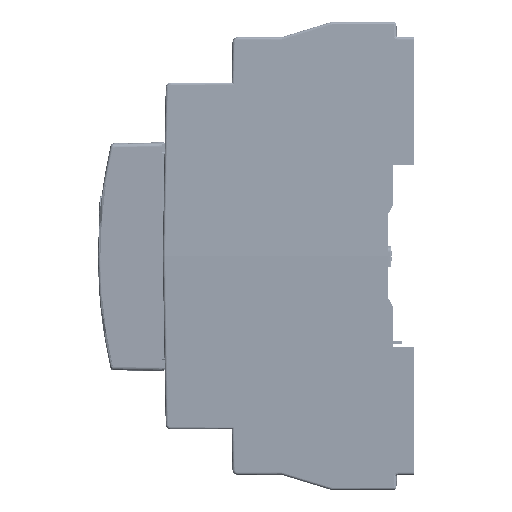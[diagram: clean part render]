
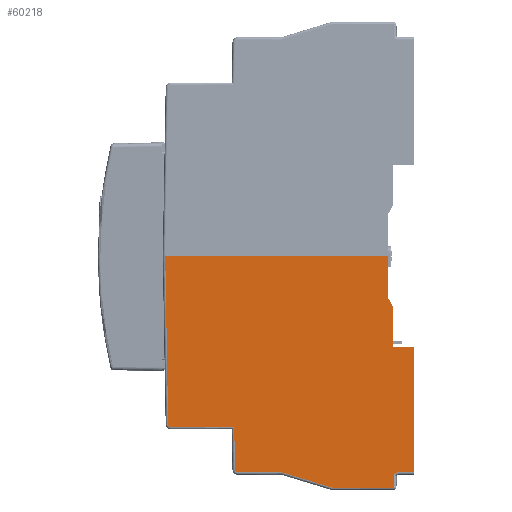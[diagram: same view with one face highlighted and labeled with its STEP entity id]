
A CAD part, left-side view. The second image highlights one B-rep face of the part: STEP entity #60218.
In plain terms, the highlighted planar face has unit normal (-1, 0, -0.018).
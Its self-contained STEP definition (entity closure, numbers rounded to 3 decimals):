
#11047=DIRECTION('',(-0.017,0.,1.));
#11048=VECTOR('',#11047,8.375);
#11049=CARTESIAN_POINT('',(-72.326,-19.6,-6.773));
#11050=LINE('',#11049,#11048);
#11155=DIRECTION('',(0.,-1.,0.));
#11156=VECTOR('',#11155,44.251);
#11157=CARTESIAN_POINT('',(-72.472,24.651,
1.6));
#11158=LINE('',#11157,#11156);
#11159=DIRECTION('',(0.015,-0.496,-0.868));
#11160=VECTOR('',#11159,1.963);
#11161=CARTESIAN_POINT('',(-72.325,-19.613,
-6.823));
#11162=LINE('',#11161,#11160);
#11163=CARTESIAN_POINT('',(-72.295,-20.587,
-8.527));
#11164=CARTESIAN_POINT('',(-72.295,-20.596,
-8.542));
#11165=CARTESIAN_POINT('',(-72.295,-20.6,-8.559));
#11166=CARTESIAN_POINT('',(-72.294,-20.6,-8.577));
#11168=DIRECTION('',(0.,-1.,-0.009));
#11169=VECTOR('',#11168,4.1);
#11170=CARTESIAN_POINT('',(-72.158,-20.6,-16.364));
#11171=LINE('',#11170,#11169);
#11172=DIRECTION('',(-0.005,0.956,0.292));
#11173=VECTOR('',#11172,10.261);
#11174=CARTESIAN_POINT('',(-71.671,-8.337,
-44.309));
#11175=LINE('',#11174,#11173);
#11176=CARTESIAN_POINT('',(-71.732,10.317,
-40.809));
#11177=DIRECTION('',(1.,0.,0.017));
#11178=DIRECTION('',(0.017,0.,-1.));
#11179=AXIS2_PLACEMENT_3D('',#11176,#11177,#11178);
#11181=DIRECTION('',(-0.017,0.017,1.));
#11182=VECTOR('',#11181,8.511);
#11183=CARTESIAN_POINT('',(-71.732,10.817,
-40.817));
#11184=LINE('',#11183,#11182);
#11185=CARTESIAN_POINT('',(-71.889,23.567,
-31.809));
#11186=DIRECTION('',(1.,0.,0.017));
#11187=DIRECTION('',(0.017,0.,-1.));
#11188=AXIS2_PLACEMENT_3D('',#11185,#11186,#11187);
#11190=DIRECTION('',(-0.017,0.017,1.));
#11191=VECTOR('',#11190,33.428);
#11192=CARTESIAN_POINT('',(-71.889,24.067,
-31.817));
#11193=LINE('',#11192,#11191);
#11250=DIRECTION('',(0.,-1.,0.));
#11251=VECTOR('',#11250,12.602);
#11252=CARTESIAN_POINT('',(-71.88,23.567,
-32.309));
#11253=LINE('',#11252,#11251);
#11285=DIRECTION('',(0.,-1.,0.));
#11286=VECTOR('',#11285,8.842);
#11287=CARTESIAN_POINT('',(-71.723,10.317,
-41.309));
#11288=LINE('',#11287,#11286);
#11341=DIRECTION('',(0.,-1.,0.));
#11342=VECTOR('',#11341,12.367);
#11343=CARTESIAN_POINT('',(-71.671,-8.337,
-44.309));
#11344=LINE('',#11343,#11342);
#11582=CARTESIAN_POINT('',(-71.71,-20.724,
-42.052));
#11583=CARTESIAN_POINT('',(-71.712,-20.726,
-41.95));
#11584=CARTESIAN_POINT('',(-71.715,-20.765,
-41.761));
#11585=CARTESIAN_POINT('',(-71.72,-20.932,
-41.512));
#11586=CARTESIAN_POINT('',(-71.722,-21.183,
-41.347));
#11587=CARTESIAN_POINT('',(-71.723,-21.372,
-41.31));
#11588=CARTESIAN_POINT('',(-71.723,-21.474,
-41.309));
#11595=DIRECTION('',(-0.017,-0.009,1.));
#11596=VECTOR('',#11595,2.257);
#11597=CARTESIAN_POINT('',(-71.671,-20.704,
-44.309));
#11598=LINE('',#11597,#11596);
#11655=DIRECTION('',(0.,-1.,0.));
#11656=VECTOR('',#11655,3.226);
#11657=CARTESIAN_POINT('',(-71.723,-21.474,
-41.309));
#11658=LINE('',#11657,#11656);
#11668=DIRECTION('',(-0.017,0.,1.));
#11669=VECTOR('',#11668,24.913);
#11670=CARTESIAN_POINT('',(-71.723,-24.7,-41.309));
#11671=LINE('',#11670,#11669);
#11773=DIRECTION('',(-0.017,0.,1.));
#11774=VECTOR('',#11773,7.789);
#11775=CARTESIAN_POINT('',(-72.158,-20.6,-16.364));
#11776=LINE('',#11775,#11774);
#11829=CARTESIAN_POINT('',(-72.325,-19.613,
-6.823));
#11830=CARTESIAN_POINT('',(-72.325,-19.604,
-6.808));
#11831=CARTESIAN_POINT('',(-72.326,-19.6,-6.791));
#11832=CARTESIAN_POINT('',(-72.326,-19.6,-6.773));
#38728=CARTESIAN_POINT('',(-72.158,-20.6,-16.364));
#38729=VERTEX_POINT('',#38728);
#38730=CARTESIAN_POINT('',(-72.294,-20.6,-8.577));
#38731=VERTEX_POINT('',#38730);
#38749=VERTEX_POINT('',#11163);
#38750=CARTESIAN_POINT('',(-72.325,-19.613,
-6.823));
#38751=VERTEX_POINT('',#38750);
#38752=CARTESIAN_POINT('',(-72.158,-24.7,-16.4));
#38753=VERTEX_POINT('',#38752);
#38754=VERTEX_POINT('',#11582);
#38755=VERTEX_POINT('',#11588);
#38756=CARTESIAN_POINT('',(-71.671,-20.704,
-44.309));
#38757=VERTEX_POINT('',#38756);
#38758=CARTESIAN_POINT('',(-71.671,-8.337,
-44.309));
#38759=CARTESIAN_POINT('',(-71.723,1.475,
-41.309));
#38760=VERTEX_POINT('',#38758);
#38761=VERTEX_POINT('',#38759);
#38762=CARTESIAN_POINT('',(-71.723,10.317,
-41.309));
#38763=VERTEX_POINT('',#38762);
#38764=CARTESIAN_POINT('',(-71.732,10.817,
-40.817));
#38765=VERTEX_POINT('',#38764);
#38766=CARTESIAN_POINT('',(-71.88,10.966,
-32.309));
#38767=VERTEX_POINT('',#38766);
#38768=CARTESIAN_POINT('',(-71.88,23.567,
-32.309));
#38769=VERTEX_POINT('',#38768);
#38770=CARTESIAN_POINT('',(-71.889,24.067,
-31.817));
#38771=VERTEX_POINT('',#38770);
#38774=VERTEX_POINT('',#11832);
#38950=CARTESIAN_POINT('',(-71.723,-24.7,-41.309));
#38951=VERTEX_POINT('',#38950);
#42119=CARTESIAN_POINT('',(-72.472,24.651,
1.6));
#42120=CARTESIAN_POINT('',(-72.472,-19.6,1.6));
#42121=VERTEX_POINT('',#42119);
#42122=VERTEX_POINT('',#42120);
#60174=CARTESIAN_POINT('',(-72.071,-0.025,
-21.354));
#60175=DIRECTION('',(1.,0.,0.017));
#60176=DIRECTION('',(0.,-1.,0.));
#60177=AXIS2_PLACEMENT_3D('',#60174,#60175,#60176);
#60178=PLANE('',#60177);
#60180=ORIENTED_EDGE('',*,*,#60179,.T.);
#60181=ORIENTED_EDGE('',*,*,#60086,.F.);
#60183=ORIENTED_EDGE('',*,*,#60182,.F.);
#60185=ORIENTED_EDGE('',*,*,#60184,.T.);
#60187=ORIENTED_EDGE('',*,*,#60186,.T.);
#60189=ORIENTED_EDGE('',*,*,#60188,.F.);
#60191=ORIENTED_EDGE('',*,*,#60190,.T.);
#60193=ORIENTED_EDGE('',*,*,#60192,.F.);
#60195=ORIENTED_EDGE('',*,*,#60194,.F.);
#60197=ORIENTED_EDGE('',*,*,#60196,.F.);
#60199=ORIENTED_EDGE('',*,*,#60198,.F.);
#60201=ORIENTED_EDGE('',*,*,#60200,.F.);
#60203=ORIENTED_EDGE('',*,*,#60202,.T.);
#60205=ORIENTED_EDGE('',*,*,#60204,.F.);
#60207=ORIENTED_EDGE('',*,*,#60206,.T.);
#60209=ORIENTED_EDGE('',*,*,#60208,.T.);
#60211=ORIENTED_EDGE('',*,*,#60210,.F.);
#60213=ORIENTED_EDGE('',*,*,#60212,.T.);
#60215=ORIENTED_EDGE('',*,*,#60214,.T.);
#60216=EDGE_LOOP('',(#60180,#60181,#60183,#60185,#60187,#60189,#60191,#60193,
#60195,#60197,#60199,#60201,#60203,#60205,#60207,#60209,#60211,#60213,#60215));
#60217=FACE_OUTER_BOUND('',#60216,.F.);
#60218=ADVANCED_FACE('',(#60217),#60178,.F.);
#11167=B_SPLINE_CURVE_WITH_KNOTS('',3,(#11163,#11164,#11165,#11166),
.UNSPECIFIED.,.F.,.F.,(4,4),(0.,1.),.UNSPECIFIED.);
#11180=CIRCLE('',#11179,0.5);
#11189=CIRCLE('',#11188,0.5);
#11589=B_SPLINE_CURVE_WITH_KNOTS('',3,(#11582,#11583,#11584,#11585,#11586,
#11587,#11588),.UNSPECIFIED.,.F.,.F.,(4,1,1,1,4),(0.,0.25,0.5,0.75,
1.),.UNSPECIFIED.);
#11833=B_SPLINE_CURVE_WITH_KNOTS('',3,(#11829,#11830,#11831,#11832),
.UNSPECIFIED.,.F.,.F.,(4,4),(0.,1.),.UNSPECIFIED.);
#60086=EDGE_CURVE('',#38774,#42122,#11050,.T.);
#60179=EDGE_CURVE('',#42121,#42122,#11158,.T.);
#60182=EDGE_CURVE('',#38751,#38774,#11833,.T.);
#60184=EDGE_CURVE('',#38751,#38749,#11162,.T.);
#60186=EDGE_CURVE('',#38749,#38731,#11167,.T.);
#60188=EDGE_CURVE('',#38729,#38731,#11776,.T.);
#60190=EDGE_CURVE('',#38729,#38753,#11171,.T.);
#60192=EDGE_CURVE('',#38951,#38753,#11671,.T.);
#60194=EDGE_CURVE('',#38755,#38951,#11658,.T.);
#60196=EDGE_CURVE('',#38754,#38755,#11589,.T.);
#60198=EDGE_CURVE('',#38757,#38754,#11598,.T.);
#60200=EDGE_CURVE('',#38760,#38757,#11344,.T.);
#60202=EDGE_CURVE('',#38760,#38761,#11175,.T.);
#60204=EDGE_CURVE('',#38763,#38761,#11288,.T.);
#60206=EDGE_CURVE('',#38763,#38765,#11180,.T.);
#60208=EDGE_CURVE('',#38765,#38767,#11184,.T.);
#60210=EDGE_CURVE('',#38769,#38767,#11253,.T.);
#60212=EDGE_CURVE('',#38769,#38771,#11189,.T.);
#60214=EDGE_CURVE('',#38771,#42121,#11193,.T.);
